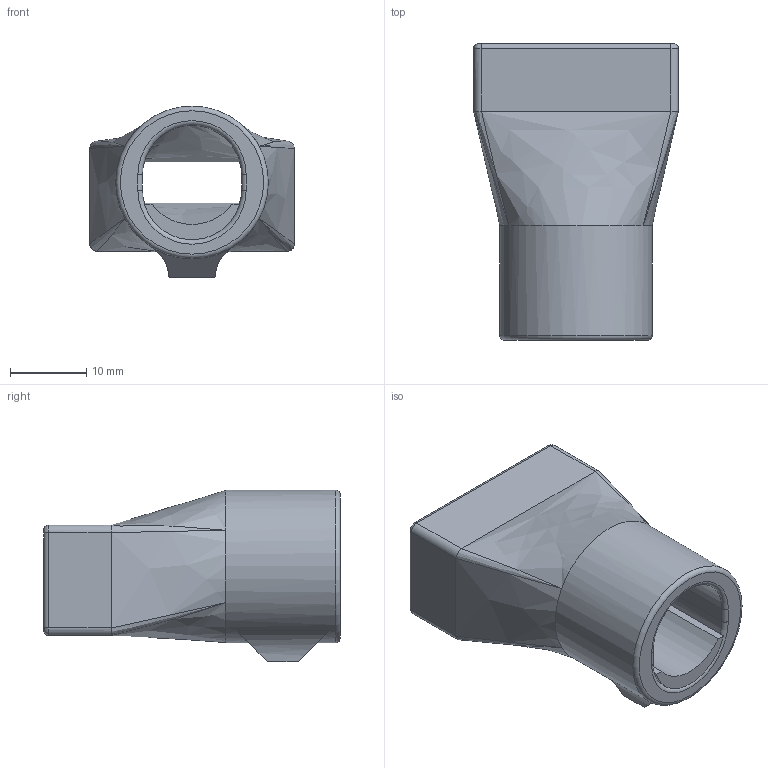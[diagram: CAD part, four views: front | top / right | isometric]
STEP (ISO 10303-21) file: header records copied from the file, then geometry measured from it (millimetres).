
FILE_DESCRIPTION(/* description */ (''),/* implementation_level */ '2;1');
FILE_NAME(/* name */ 'A-Microfit_16P_Shell-B.stp',/* time_stamp */ '2020-11-26T16:38:02-08:00',/* author */ (''),/* organization */ (''),/* preprocessor_version */ 'ST-DEVELOPER v18.1',/* originating_system */ 'Autodesk Translation Framework v9.3.0.1241',/* authorisation */ '');
FILE_SCHEMA (('AUTOMOTIVE_DESIGN { 1 0 10303 214 3 1 1 }'));
Length unit declared in the file: millimetre
Products named in the file (1): FusionComponent
Bounding box: 26.85 x 38.85 x 22.5 mm (x, y, z)
Volume: 7135.6 mm3; surface area: 5714.3 mm2
Topology: 2 solids, 2 shells, 85 faces, 223 edges, 139 vertices
Faces by surface type: plane 32, cylinder 32, bspline 16, torus 5
Full cylindrical faces by diameter (mm): 2.7 x3, 20 x1
Entity records: 3188 total; most frequent: CARTESIAN_POINT 1104, ORIENTED_EDGE 438, DIRECTION 407, EDGE_CURVE 219, AXIS2_PLACEMENT_3D 153, VERTEX_POINT 139, LINE 101, VECTOR 101
